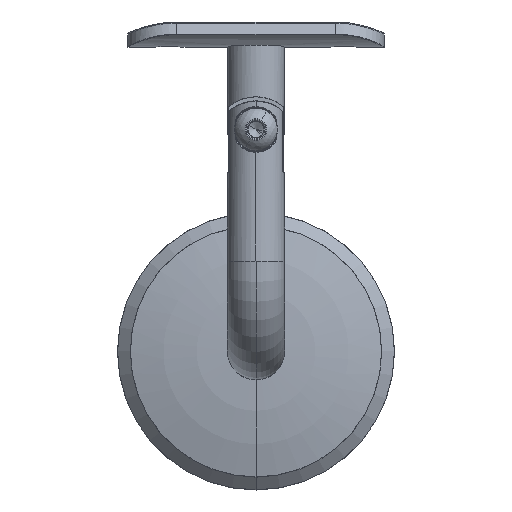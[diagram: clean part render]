
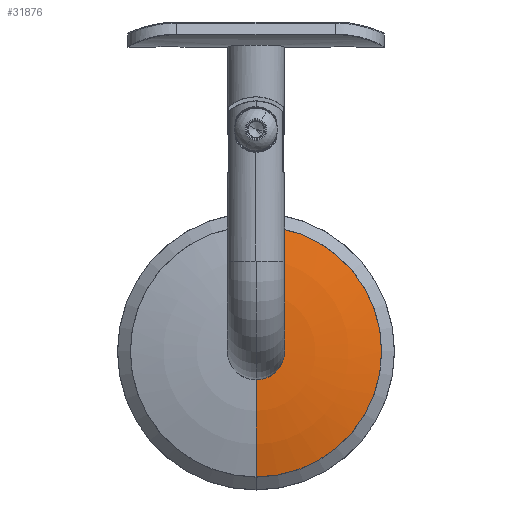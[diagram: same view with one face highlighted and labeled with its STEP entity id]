
A CAD part, top view. The second image highlights one B-rep face of the part: STEP entity #31876.
In plain terms, the highlighted toroidal (fillet/blend) face has major radius 6.25 mm and minor radius 96.868 mm.
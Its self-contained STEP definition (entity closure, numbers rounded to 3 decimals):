
#3494 = CARTESIAN_POINT ( 'NONE',  ( 0., 5.838, 30.796 ) ) ;
#3702 = DIRECTION ( 'NONE',  ( 0., 1., 0. ) ) ;
#4165 = ORIENTED_EDGE ( 'NONE', *, *, #14855, .T. ) ;
#4214 = AXIS2_PLACEMENT_3D ( 'NONE', #42169, #3702, #45741 ) ;
#4280 = CARTESIAN_POINT ( 'NONE',  ( 0., -87.868, 6.25 ) ) ;
#4459 = AXIS2_PLACEMENT_3D ( 'NONE', #22098, #17844, #12121 ) ;
#5223 = ORIENTED_EDGE ( 'NONE', *, *, #21630, .T. ) ;
#5818 = AXIS2_PLACEMENT_3D ( 'NONE', #23913, #27975, #20346 ) ;
#6613 = EDGE_CURVE ( 'NONE', #26821, #34420, #7566, .T. ) ;
#7021 = ORIENTED_EDGE ( 'NONE', *, *, #6613, .T. ) ;
#7421 = CARTESIAN_POINT ( 'NONE',  ( 0., 9., 6.35 ) ) ;
#7566 = CIRCLE ( 'NONE', #5818, 6.35 ) ;
#10406 = AXIS2_PLACEMENT_3D ( 'NONE', #4280, #21749, #18189 ) ;
#12121 = DIRECTION ( 'NONE',  ( 0., 0., -1. ) ) ;
#13953 = FACE_OUTER_BOUND ( 'NONE', #45224, .T. ) ;
#14855 = EDGE_CURVE ( 'NONE', #34420, #16326, #34320, .T. ) ;
#16326 = VERTEX_POINT ( 'NONE', #3494 ) ;
#17844 = DIRECTION ( 'NONE',  ( 0., -1., 0. ) ) ;
#18189 = DIRECTION ( 'NONE',  ( 0., 0., -1. ) ) ;
#18423 = AXIS2_PLACEMENT_3D ( 'NONE', #45141, #23845, #41712 ) ;
#19547 = EDGE_CURVE ( 'NONE', #26821, #40878, #36426, .T. ) ;
#20346 = DIRECTION ( 'NONE',  ( 0., 0., -1. ) ) ;
#21630 = EDGE_CURVE ( 'NONE', #16326, #40878, #35840, .T. ) ;
#21749 = DIRECTION ( 'NONE',  ( 1., 0., 0. ) ) ;
#22098 = CARTESIAN_POINT ( 'NONE',  ( 0., -87.868, 0. ) ) ;
#22862 = ORIENTED_EDGE ( 'NONE', *, *, #19547, .F. ) ;
#23845 = DIRECTION ( 'NONE',  ( -1., 0., 0. ) ) ;
#23913 = CARTESIAN_POINT ( 'NONE',  ( 0., 9., 0. ) ) ;
#26821 = VERTEX_POINT ( 'NONE', #35989 ) ;
#27786 = CARTESIAN_POINT ( 'NONE',  ( 0., 5.838, -30.796 ) ) ;
#27975 = DIRECTION ( 'NONE',  ( 0., -1., 0. ) ) ;
#28391 = TOROIDAL_SURFACE ( 'NONE', #4459, 6.25, 96.868 ) ;
#31876 = ADVANCED_FACE ( 'NONE', ( #13953 ), #28391, .T. ) ;
#34320 = CIRCLE ( 'NONE', #10406, 96.868 ) ;
#34420 = VERTEX_POINT ( 'NONE', #7421 ) ;
#35840 = CIRCLE ( 'NONE', #4214, 30.796 ) ;
#35989 = CARTESIAN_POINT ( 'NONE',  ( 0., 9., -6.35 ) ) ;
#36426 = CIRCLE ( 'NONE', #18423, 96.868 ) ;
#40878 = VERTEX_POINT ( 'NONE', #27786 ) ;
#41712 = DIRECTION ( 'NONE',  ( 0., 0., 1. ) ) ;
#42169 = CARTESIAN_POINT ( 'NONE',  ( 0., 5.838, 0. ) ) ;
#45141 = CARTESIAN_POINT ( 'NONE',  ( 0., -87.868, -6.25 ) ) ;
#45224 = EDGE_LOOP ( 'NONE', ( #7021, #4165, #5223, #22862 ) ) ;
#45741 = DIRECTION ( 'NONE',  ( 0., 0., -1. ) ) ;
